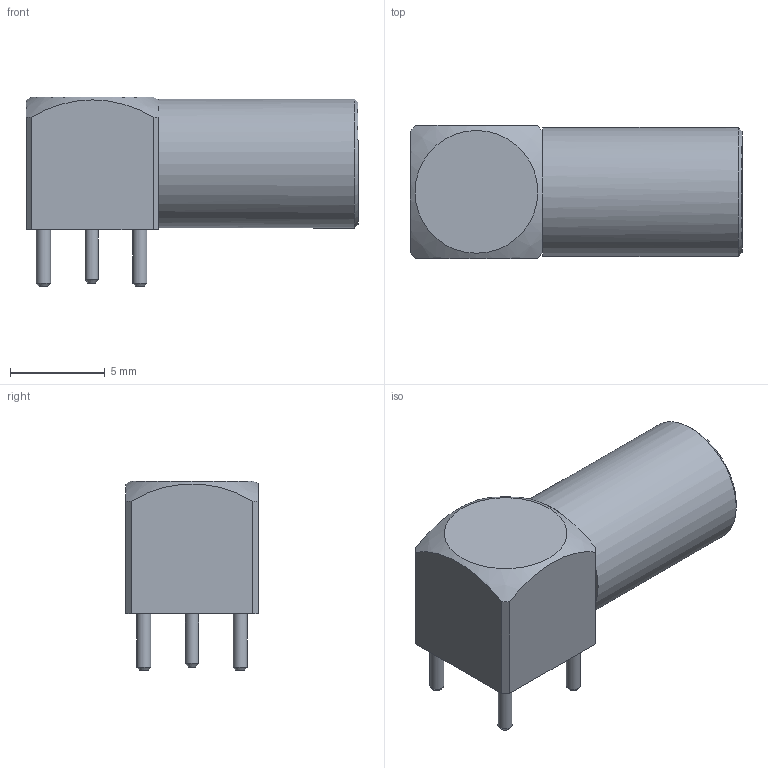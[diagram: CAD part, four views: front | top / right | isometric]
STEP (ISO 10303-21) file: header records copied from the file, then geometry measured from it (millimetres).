
FILE_DESCRIPTION(('FreeCAD Model'),'2;1');
FILE_NAME('Open CASCADE Shape Model','2024-10-06T06:50:22',( 'kicad StepUp'),('ksu MCAD'),'Open CASCADE STEP processor 7.8', 'FreeCAD','Unknown');
FILE_SCHEMA(('AUTOMOTIVE_DESIGN { 1 0 10303 214 1 1 1 1 }'));
Length unit declared in the file: millimetre
Products named in the file (1): LEMO-EPL.00.250.NTN
Bounding box: 17.5 x 7 x 10 mm (x, y, z)
Volume: 572.1 mm3; surface area: 725.4 mm2
Topology: 1 solids, 1 shells, 43 faces, 83 edges, 51 vertices
Faces by surface type: plane 25, cylinder 10, cone 7, sphere 1
Full cylindrical faces by diameter (mm): 0.7 x1, 0.75 x4, 0.8 x1, 1.2 x1, 2 x1, 5.2 x1, 6.8 x1
Entity records: 1263 total; most frequent: DIRECTION 217, CARTESIAN_POINT 178, ORIENTED_EDGE 166, AXIS2_PLACEMENT_3D 90, EDGE_CURVE 83, FACE_BOUND 52, EDGE_LOOP 52, VERTEX_POINT 51
